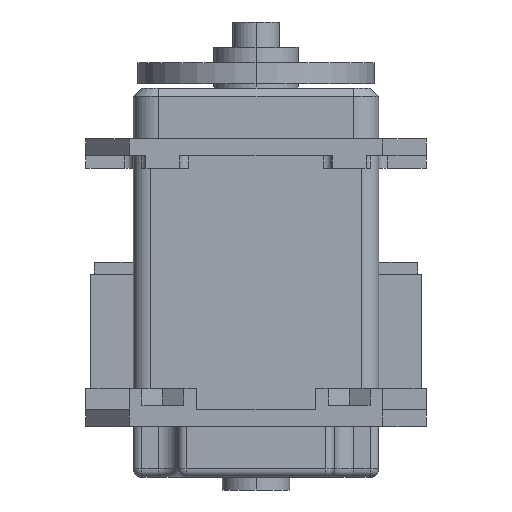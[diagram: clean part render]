
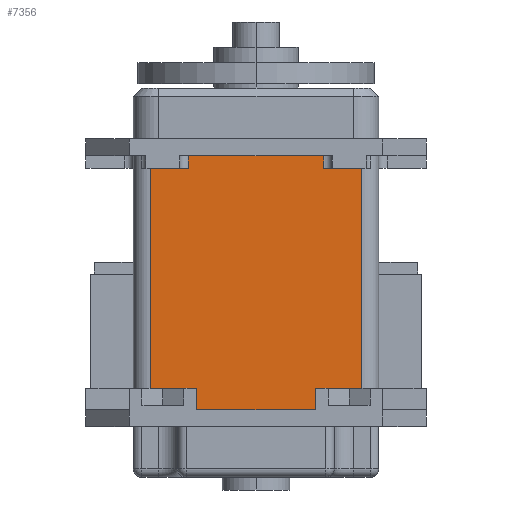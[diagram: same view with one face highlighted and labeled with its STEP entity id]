
A CAD part, front view. The second image highlights one B-rep face of the part: STEP entity #7356.
In plain terms, the highlighted planar face has unit normal (0, -1, 0).
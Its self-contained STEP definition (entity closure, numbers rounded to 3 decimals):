
#1983=DIRECTION('',(0.,0.,1.));
#1984=VECTOR('',#1983,1.5);
#1985=CARTESIAN_POINT('',(-8.,-45.,13.5));
#1986=LINE('',#1985,#1984);
#1987=DIRECTION('',(1.,0.,0.));
#1988=VECTOR('',#1987,16.);
#1989=CARTESIAN_POINT('',(-8.,-45.,15.));
#1990=LINE('',#1989,#1988);
#1991=DIRECTION('',(0.,0.,-1.));
#1992=VECTOR('',#1991,1.5);
#1993=CARTESIAN_POINT('',(8.,-45.,15.));
#1994=LINE('',#1993,#1992);
#1995=DIRECTION('',(0.,0.,-1.));
#1996=VECTOR('',#1995,26.);
#1997=CARTESIAN_POINT('',(12.5,-45.,13.5));
#1998=LINE('',#1997,#1996);
#1999=DIRECTION('',(-1.,0.,0.));
#2000=VECTOR('',#1999,1.4);
#2001=CARTESIAN_POINT('',(12.5,-45.,-12.5));
#2002=LINE('',#2001,#2000);
#2003=DIRECTION('',(-1.,0.,0.));
#2004=VECTOR('',#2003,0.201);
#2005=CARTESIAN_POINT('',(11.1,-45.,-12.5));
#2006=LINE('',#2005,#2004);
#2007=DIRECTION('',(-1.,0.,0.));
#2008=VECTOR('',#2007,3.875);
#2009=CARTESIAN_POINT('',(10.9,-45.,-12.5));
#2010=LINE('',#2009,#2008);
#2011=DIRECTION('',(0.,0.,-1.));
#2012=VECTOR('',#2011,2.5);
#2013=CARTESIAN_POINT('',(7.025,-45.,-12.5));
#2014=LINE('',#2013,#2012);
#2015=DIRECTION('',(1.,0.,0.));
#2016=VECTOR('',#2015,14.05);
#2017=CARTESIAN_POINT('',(-7.025,-45.,-15.));
#2018=LINE('',#2017,#2016);
#2019=DIRECTION('',(0.,0.,-1.));
#2020=VECTOR('',#2019,2.5);
#2021=CARTESIAN_POINT('',(-7.025,-45.,-12.5));
#2022=LINE('',#2021,#2020);
#2023=DIRECTION('',(-1.,0.,0.));
#2024=VECTOR('',#2023,3.875);
#2025=CARTESIAN_POINT('',(-7.025,-45.,-12.5));
#2026=LINE('',#2025,#2024);
#2027=DIRECTION('',(-1.,0.,0.));
#2028=VECTOR('',#2027,0.201);
#2029=CARTESIAN_POINT('',(-10.9,-45.,-12.5));
#2030=LINE('',#2029,#2028);
#2031=DIRECTION('',(-1.,0.,0.));
#2032=VECTOR('',#2031,1.4);
#2033=CARTESIAN_POINT('',(-11.1,-45.,-12.5));
#2034=LINE('',#2033,#2032);
#2035=DIRECTION('',(0.,0.,-1.));
#2036=VECTOR('',#2035,26.);
#2037=CARTESIAN_POINT('',(-12.5,-45.,13.5));
#2038=LINE('',#2037,#2036);
#2634=DIRECTION('',(-1.,0.,0.));
#2635=VECTOR('',#2634,4.5);
#2636=CARTESIAN_POINT('',(-8.,-45.,13.5));
#2637=LINE('',#2636,#2635);
#2638=DIRECTION('',(-1.,0.,0.));
#2639=VECTOR('',#2638,4.5);
#2640=CARTESIAN_POINT('',(12.5,-45.,13.5));
#2641=LINE('',#2640,#2639);
#3814=CARTESIAN_POINT('',(7.025,-45.,-12.5));
#3815=CARTESIAN_POINT('',(7.025,-45.,-15.));
#3816=VERTEX_POINT('',#3814);
#3817=VERTEX_POINT('',#3815);
#3964=CARTESIAN_POINT('',(-10.9,-45.,-12.5));
#3965=VERTEX_POINT('',#3964);
#3966=CARTESIAN_POINT('',(-11.1,-45.,-12.5));
#3968=VERTEX_POINT('',#3966);
#4000=CARTESIAN_POINT('',(11.1,-45.,-12.5));
#4001=VERTEX_POINT('',#4000);
#4002=CARTESIAN_POINT('',(10.9,-45.,-12.5));
#4004=VERTEX_POINT('',#4002);
#4060=CARTESIAN_POINT('',(-7.025,-45.,-12.5));
#4061=VERTEX_POINT('',#4060);
#4250=CARTESIAN_POINT('',(-7.025,-45.,-15.));
#4251=VERTEX_POINT('',#4250);
#4382=CARTESIAN_POINT('',(-12.5,-45.,13.5));
#4383=CARTESIAN_POINT('',(-12.5,-45.,-12.5));
#4384=VERTEX_POINT('',#4382);
#4385=VERTEX_POINT('',#4383);
#4386=CARTESIAN_POINT('',(12.5,-45.,13.5));
#4387=CARTESIAN_POINT('',(12.5,-45.,-12.5));
#4388=VERTEX_POINT('',#4386);
#4389=VERTEX_POINT('',#4387);
#4814=CARTESIAN_POINT('',(-8.,-45.,15.));
#4816=VERTEX_POINT('',#4814);
#4817=CARTESIAN_POINT('',(-8.,-45.,13.5));
#4818=VERTEX_POINT('',#4817);
#4821=CARTESIAN_POINT('',(8.,-45.,15.));
#4822=CARTESIAN_POINT('',(8.,-45.,13.5));
#4823=VERTEX_POINT('',#4821);
#4824=VERTEX_POINT('',#4822);
#7325=CARTESIAN_POINT('',(-14.5,-45.,-23.));
#7326=DIRECTION('',(0.,-1.,0.));
#7327=DIRECTION('',(1.,0.,0.));
#7328=AXIS2_PLACEMENT_3D('',#7325,#7326,#7327);
#7329=PLANE('',#7328);
#7331=ORIENTED_EDGE('',*,*,#7330,.T.);
#7333=ORIENTED_EDGE('',*,*,#7332,.T.);
#7335=ORIENTED_EDGE('',*,*,#7334,.T.);
#7337=ORIENTED_EDGE('',*,*,#7336,.F.);
#7339=ORIENTED_EDGE('',*,*,#7338,.T.);
#7340=ORIENTED_EDGE('',*,*,#6635,.T.);
#7341=ORIENTED_EDGE('',*,*,#6734,.T.);
#7342=ORIENTED_EDGE('',*,*,#6508,.T.);
#7344=ORIENTED_EDGE('',*,*,#7343,.T.);
#7345=ORIENTED_EDGE('',*,*,#6912,.F.);
#7346=ORIENTED_EDGE('',*,*,#7287,.F.);
#7347=ORIENTED_EDGE('',*,*,#6435,.T.);
#7348=ORIENTED_EDGE('',*,*,#6720,.T.);
#7349=ORIENTED_EDGE('',*,*,#6609,.T.);
#7351=ORIENTED_EDGE('',*,*,#7350,.F.);
#7353=ORIENTED_EDGE('',*,*,#7352,.F.);
#7354=EDGE_LOOP('',(#7331,#7333,#7335,#7337,#7339,#7340,#7341,#7342,#7344,#7345,
#7346,#7347,#7348,#7349,#7351,#7353));
#7355=FACE_OUTER_BOUND('',#7354,.F.);
#7356=ADVANCED_FACE('',(#7355),#7329,.T.);
#6435=EDGE_CURVE('',#4061,#3965,#2026,.T.);
#6508=EDGE_CURVE('',#4004,#3816,#2010,.T.);
#6609=EDGE_CURVE('',#3968,#4385,#2034,.T.);
#6635=EDGE_CURVE('',#4389,#4001,#2002,.T.);
#6720=EDGE_CURVE('',#3965,#3968,#2030,.T.);
#6734=EDGE_CURVE('',#4001,#4004,#2006,.T.);
#6912=EDGE_CURVE('',#4251,#3817,#2018,.T.);
#7287=EDGE_CURVE('',#4061,#4251,#2022,.T.);
#7330=EDGE_CURVE('',#4818,#4816,#1986,.T.);
#7332=EDGE_CURVE('',#4816,#4823,#1990,.T.);
#7334=EDGE_CURVE('',#4823,#4824,#1994,.T.);
#7336=EDGE_CURVE('',#4388,#4824,#2641,.T.);
#7338=EDGE_CURVE('',#4388,#4389,#1998,.T.);
#7343=EDGE_CURVE('',#3816,#3817,#2014,.T.);
#7350=EDGE_CURVE('',#4384,#4385,#2038,.T.);
#7352=EDGE_CURVE('',#4818,#4384,#2637,.T.);
